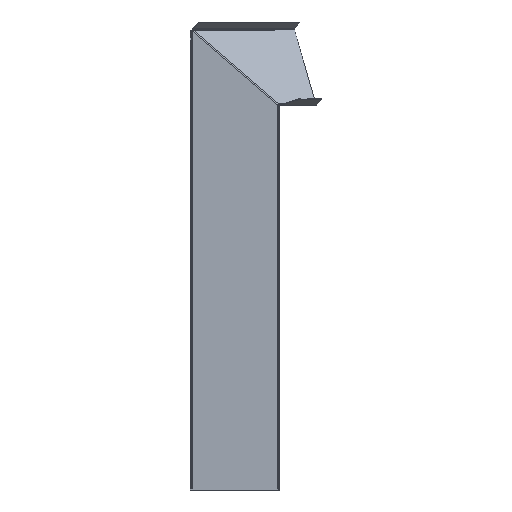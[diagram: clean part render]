
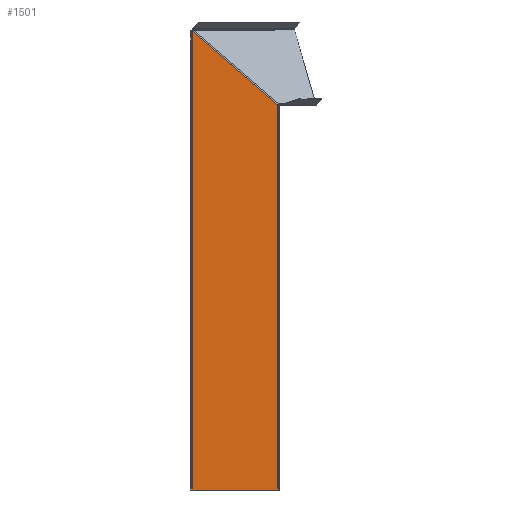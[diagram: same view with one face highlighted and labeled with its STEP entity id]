
A CAD part, front view. The second image highlights one B-rep face of the part: STEP entity #1501.
In plain terms, the highlighted planar face has unit normal (0, -1, 0).
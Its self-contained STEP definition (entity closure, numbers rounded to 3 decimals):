
#77 = EDGE_CURVE ( 'NONE', #956, #526, #359, .T. ) ;
#104 = FACE_OUTER_BOUND ( 'NONE', #531, .T. ) ;
#105 = EDGE_CURVE ( 'NONE', #1048, #526, #675, .T. ) ;
#115 = EDGE_CURVE ( 'NONE', #460, #956, #1140, .T. ) ;
#177 = DIRECTION ( 'NONE',  ( 1., 0., 0. ) ) ;
#246 = VECTOR ( 'NONE', #1185, 1000. ) ;
#293 = CARTESIAN_POINT ( 'NONE',  ( 36.418, -0.8, 329.136 ) ) ;
#359 = LINE ( 'NONE', #1407, #1708 ) ;
#367 = AXIS2_PLACEMENT_3D ( 'NONE', #688, #1642, #827 ) ;
#441 = CARTESIAN_POINT ( 'NONE',  ( -36.418, -0.8, 0. ) ) ;
#460 = VERTEX_POINT ( 'NONE', #1541 ) ;
#500 = LINE ( 'NONE', #594, #1170 ) ;
#526 = VERTEX_POINT ( 'NONE', #1376 ) ;
#531 = EDGE_LOOP ( 'NONE', ( #1614, #692, #685, #911 ) ) ;
#592 = DIRECTION ( 'NONE',  ( -0.756, 0., 0.655 ) ) ;
#594 = CARTESIAN_POINT ( 'NONE',  ( -37.272, -0.8, 392.954 ) ) ;
#675 = LINE ( 'NONE', #990, #1014 ) ;
#685 = ORIENTED_EDGE ( 'NONE', *, *, #77, .T. ) ;
#688 = CARTESIAN_POINT ( 'NONE',  ( -36.418, -0.8, 393.94 ) ) ;
#692 = ORIENTED_EDGE ( 'NONE', *, *, #115, .T. ) ;
#827 = DIRECTION ( 'NONE',  ( -1., 0., 0. ) ) ;
#850 = EDGE_CURVE ( 'NONE', #1048, #460, #500, .T. ) ;
#911 = ORIENTED_EDGE ( 'NONE', *, *, #105, .F. ) ;
#956 = VERTEX_POINT ( 'NONE', #441 ) ;
#990 = CARTESIAN_POINT ( 'NONE',  ( 36.418, -0.8, 393.94 ) ) ;
#1014 = VECTOR ( 'NONE', #1097, 1000. ) ;
#1048 = VERTEX_POINT ( 'NONE', #293 ) ;
#1097 = DIRECTION ( 'NONE',  ( 0., 0., -1. ) ) ;
#1140 = LINE ( 'NONE', #1568, #246 ) ;
#1170 = VECTOR ( 'NONE', #592, 1000. ) ;
#1185 = DIRECTION ( 'NONE',  ( 0., 0., -1. ) ) ;
#1376 = CARTESIAN_POINT ( 'NONE',  ( 36.418, -0.8, 0. ) ) ;
#1407 = CARTESIAN_POINT ( 'NONE',  ( -36.418, -0.8, 0. ) ) ;
#1501 = ADVANCED_FACE ( 'NONE', ( #104 ), #1635, .F. ) ;
#1541 = CARTESIAN_POINT ( 'NONE',  ( -36.418, -0.8, 392.215 ) ) ;
#1568 = CARTESIAN_POINT ( 'NONE',  ( -36.418, -0.8, 393.94 ) ) ;
#1614 = ORIENTED_EDGE ( 'NONE', *, *, #850, .T. ) ;
#1635 = PLANE ( 'NONE',  #367 ) ;
#1642 = DIRECTION ( 'NONE',  ( 0., 1., 0. ) ) ;
#1708 = VECTOR ( 'NONE', #177, 1000. ) ;
